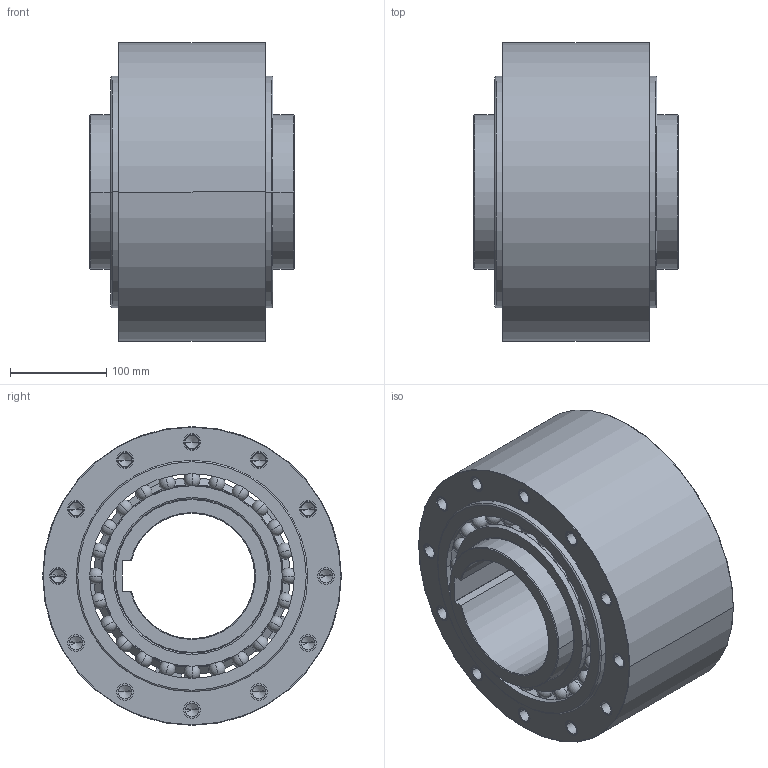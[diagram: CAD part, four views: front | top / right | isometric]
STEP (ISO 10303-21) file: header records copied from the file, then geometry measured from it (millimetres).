
FILE_DESCRIPTION((''),'2;1');
FILE_NAME('FREILAUF_GFR_130_ASM','2025-05-06T11:08:50',('Administrator'),(''),'CREO PARAMETRIC BY PTC INC, 2020414','CREO PARAMETRIC BY PTC INC, 2020414','');
FILE_SCHEMA(('AUTOMOTIVE_DESIGN { 1 0 10303 214 1 1 1 1 }'));
Length unit declared in the file: millimetre
Products named in the file (15): STERN_AL_130_2A_NICO_1; DRUCKBOLZEN_AE30_1; DRUCKFEDER_AE30_5A_1; ANFED_KPL_AE30_6_AE30_5A_ASM_1_ASM; ROLLE_GFR_130_NICO_1; SCHEIBE_GFR_130_NICO_1; DIN988PS_160X190X0_1_HD_1; DIN625_A16032_AF0_1; DIN625_I16032_AF0_1; DIN625_K24_1; DIN625_16032_HD_ASM_1_ASM; A-RING_GFR_130B_1; DICHTRING_GFR_130_10_1; FREILAUF_GFR_130_NICO_ASM_1_ASM; FREILAUF_GFR_130_ASM
Assembly tree (56 placements, depth 4):
  FREILAUF_GFR_130_ASM
    FREILAUF_GFR_130_NICO_ASM_1_ASM
      STERN_AL_130_2A_NICO_1
      ANFED_KPL_AE30_6_AE30_5A_ASM_1_ASM  x10
        DRUCKBOLZEN_AE30_1
        DRUCKFEDER_AE30_5A_1
      ROLLE_GFR_130_NICO_1  x5
      SCHEIBE_GFR_130_NICO_1  x2
      DIN988PS_160X190X0_1_HD_1  x4
      DIN625_16032_HD_ASM_1_ASM  x2
        DIN625_A16032_AF0_1
        DIN625_I16032_AF0_1
        DIN625_K24_1
      A-RING_GFR_130B_1
      DICHTRING_GFR_130_10_1  x2
Bounding box: 212 x 310 x 310 mm (x, y, z)
Volume: 8302611.2 mm3; surface area: 1170300.9 mm2
Topology: 87 solids, 111 shells, 783 faces, 1981 edges, 1182 vertices
Faces by surface type: cylinder 290, sphere 144, plane 127, cone 118, bspline 60, torus 44
Entity records: 13606 total; most frequent: CARTESIAN_POINT 3618, DIRECTION 2185, ORIENTED_EDGE 1550, AXIS2_PLACEMENT_3D 939, EDGE_CURVE 823, VERTEX_POINT 553, EDGE_LOOP 452, CIRCLE 450
